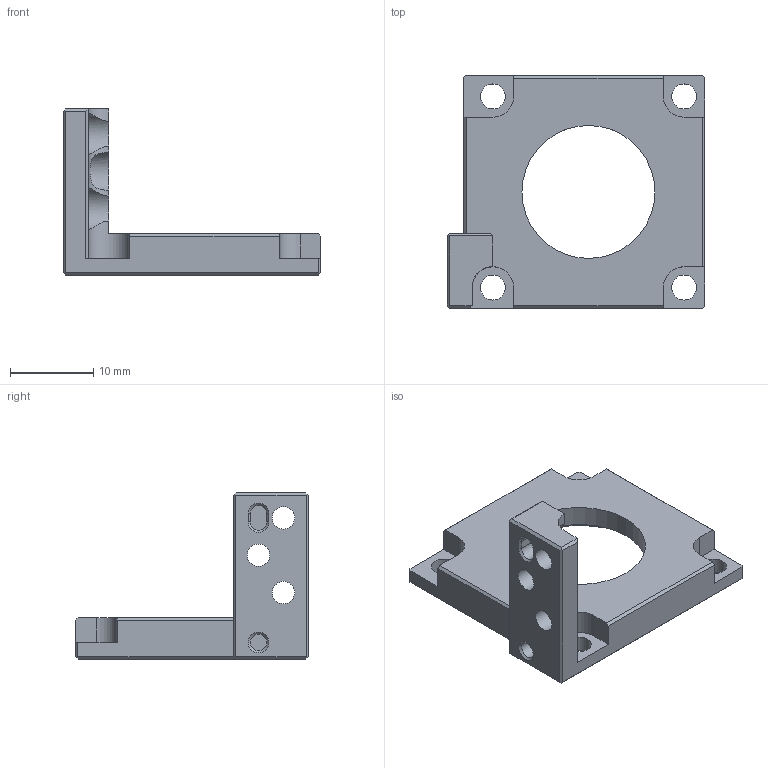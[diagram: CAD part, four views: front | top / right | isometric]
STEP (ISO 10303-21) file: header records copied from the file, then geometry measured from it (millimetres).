
FILE_DESCRIPTION(/* description */ (''),/* implementation_level */ '2;1');
FILE_NAME(/* name */ 'VRU-NEMA11 motor mount - direct attachment v2_20210325.stp',/* time_stamp */ '2021-03-25T17:19:30-07:00',/* author */ ('hongquanli'),/* organization */ (''),/* preprocessor_version */ 'ST-DEVELOPER v18',/* originating_system */ 'Autodesk Inventor 2020',/* authorisation */ '');
FILE_SCHEMA (('AUTOMOTIVE_DESIGN { 1 0 10303 214 3 1 1 }'));
Length unit declared in the file: millimetre
Products named in the file (1): VRU-NEMA11 motor mount - direct attachment v2
Bounding box: 31 x 28 x 20 mm (x, y, z)
Volume: 2739.9 mm3; surface area: 2688.7 mm2
Topology: 1 solids, 1 shells, 79 faces, 231 edges, 153 vertices
Faces by surface type: plane 50, cylinder 23, cone 6
Full cylindrical faces by diameter (mm): 2 x1, 2.5 x2, 2.7 x3, 3 x4, 5 x1, 16 x1, 22 x1
Entity records: 2775 total; most frequent: CARTESIAN_POINT 562, ORIENTED_EDGE 458, DIRECTION 440, EDGE_CURVE 229, LINE 162, VECTOR 162, VERTEX_POINT 153, AXIS2_PLACEMENT_3D 139
